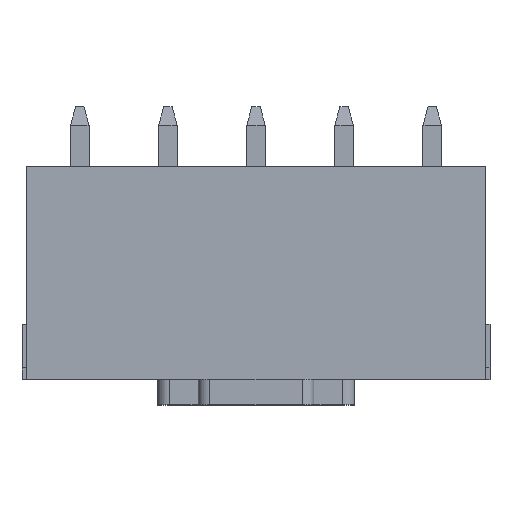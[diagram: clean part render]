
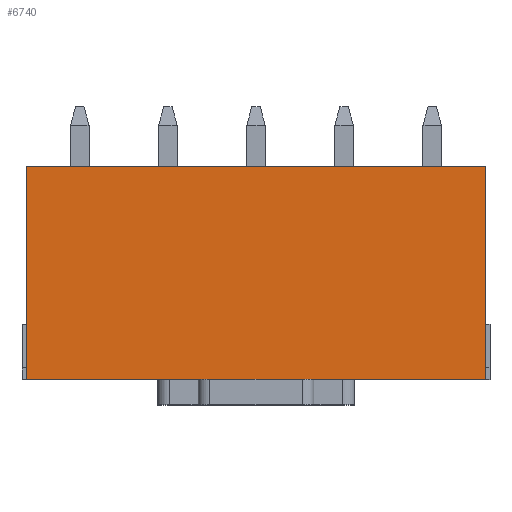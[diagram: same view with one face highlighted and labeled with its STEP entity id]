
A CAD part, top view. The second image highlights one B-rep face of the part: STEP entity #6740.
In plain terms, the highlighted planar face has unit normal (0, 0, 1).
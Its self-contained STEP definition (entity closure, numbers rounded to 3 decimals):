
#1468=ORIENTED_EDGE('',*,*,#2797,.T.);
#1469=ORIENTED_EDGE('',*,*,#2796,.F.);
#1470=ORIENTED_EDGE('',*,*,#2784,.F.);
#1471=ORIENTED_EDGE('',*,*,#2111,.T.);
#2111=EDGE_CURVE('',#3065,#3064,#3705,.T.);
#2784=EDGE_CURVE('',#3065,#3523,#4318,.T.);
#2796=EDGE_CURVE('',#3523,#3531,#4328,.T.);
#2797=EDGE_CURVE('',#3064,#3531,#4329,.T.);
#3064=VERTEX_POINT('',#9114);
#3065=VERTEX_POINT('',#9116);
#3523=VERTEX_POINT('',#10466);
#3531=VERTEX_POINT('',#10486);
#3705=LINE('',#9115,#4588);
#4318=LINE('',#10465,#5201);
#4328=LINE('',#10488,#5211);
#4329=LINE('',#10490,#5212);
#4588=VECTOR('',#7365,1000.);
#5201=VECTOR('',#8536,1000.);
#5211=VECTOR('',#8554,1000.);
#5212=VECTOR('',#8557,1000.);
#5697=EDGE_LOOP('',(#1468,#1469,#1470,#1471));
#6077=FACE_BOUND('',#5697,.T.);
#6408=PLANE('',#7181);
#6740=ADVANCED_FACE('',(#6077),#6408,.F.);
#7181=AXIS2_PLACEMENT_3D('',#10489,#8555,#8556);
#7365=DIRECTION('',(0.,-1.,0.));
#8536=DIRECTION('',(1.,0.,0.));
#8554=DIRECTION('',(0.,-1.,0.));
#8555=DIRECTION('',(0.,0.,-1.));
#8556=DIRECTION('',(-1.,0.,0.));
#8557=DIRECTION('',(1.,0.,0.));
#9114=CARTESIAN_POINT('',(-9.92,0.,3.5));
#9115=CARTESIAN_POINT('',(-9.92,9.2,3.5));
#9116=CARTESIAN_POINT('',(-9.92,9.2,3.5));
#10465=CARTESIAN_POINT('',(-9.92,9.2,3.5));
#10466=CARTESIAN_POINT('',(9.92,9.2,3.5));
#10486=CARTESIAN_POINT('',(9.92,0.,3.5));
#10488=CARTESIAN_POINT('',(9.92,9.2,3.5));
#10489=CARTESIAN_POINT('',(-9.92,9.2,3.5));
#10490=CARTESIAN_POINT('',(-9.92,0.,3.5));
